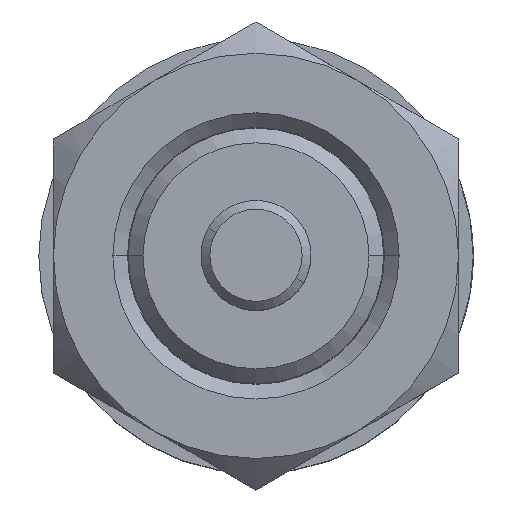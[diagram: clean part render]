
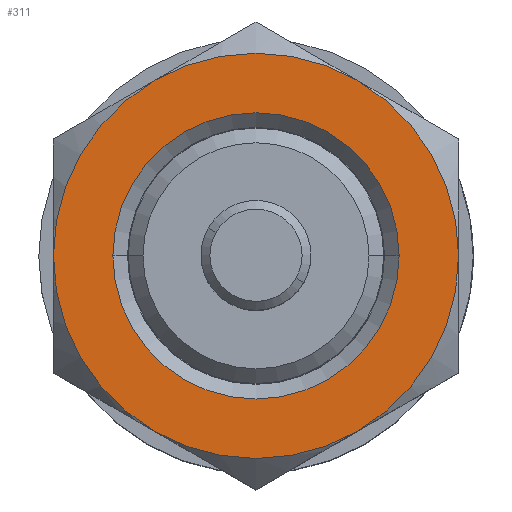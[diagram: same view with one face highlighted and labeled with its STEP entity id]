
A CAD part, top view. The second image highlights one B-rep face of the part: STEP entity #311.
In plain terms, the highlighted planar face has unit normal (0, 0, 1).
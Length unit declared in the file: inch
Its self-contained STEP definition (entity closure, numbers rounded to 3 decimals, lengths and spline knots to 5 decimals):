
#20 = AXIS2_PLACEMENT_3D ( 'NONE', #1931, #535, #2161 ) ;
#75 = VERTEX_POINT ( 'NONE', #103 ) ;
#102 = AXIS2_PLACEMENT_3D ( 'NONE', #1065, #2692, #1301 ) ;
#103 = CARTESIAN_POINT ( 'NONE',  ( 0.345, 0., 0.125 ) ) ;
#128 = CIRCLE ( 'NONE', #2082, 0.24375 ) ;
#136 = ORIENTED_EDGE ( 'NONE', *, *, #2726, .F. ) ;
#232 = EDGE_LOOP ( 'NONE', ( #440, #1874, #136, #2628, #749, #852 ) ) ;
#286 = CARTESIAN_POINT ( 'NONE',  ( 0., 0., 0.125 ) ) ;
#311 = ADVANCED_FACE ( 'NONE', ( #573, #1270 ), #1460, .F. ) ;
#357 = CARTESIAN_POINT ( 'NONE',  ( -0.1725, -0.29878, 0.125 ) ) ;
#360 = CIRCLE ( 'NONE', #102, 0.345 ) ;
#392 = DIRECTION ( 'NONE',  ( 0., 0., -1. ) ) ;
#431 = VERTEX_POINT ( 'NONE', #2917 ) ;
#438 = EDGE_CURVE ( 'NONE', #431, #1544, #360, .T. ) ;
#440 = ORIENTED_EDGE ( 'NONE', *, *, #1696, .F. ) ;
#467 = CIRCLE ( 'NONE', #1321, 0.345 ) ;
#470 = CIRCLE ( 'NONE', #2570, 0.345 ) ;
#509 = DIRECTION ( 'NONE',  ( -1., 0., 0. ) ) ;
#534 = DIRECTION ( 'NONE',  ( 0., 0., -1. ) ) ;
#535 = DIRECTION ( 'NONE',  ( 0., 0., -1. ) ) ;
#573 = FACE_BOUND ( 'NONE', #2057, .T. ) ;
#668 = DIRECTION ( 'NONE',  ( 0., 0., -1. ) ) ;
#708 = AXIS2_PLACEMENT_3D ( 'NONE', #2067, #668, #2301 ) ;
#716 = CIRCLE ( 'NONE', #20, 0.24375 ) ;
#749 = ORIENTED_EDGE ( 'NONE', *, *, #2140, .T. ) ;
#761 = CARTESIAN_POINT ( 'NONE',  ( 0.1725, 0.29878, 0.125 ) ) ;
#826 = CARTESIAN_POINT ( 'NONE',  ( 0., 0., 0.125 ) ) ;
#839 = DIRECTION ( 'NONE',  ( 0., 0., 1. ) ) ;
#852 = ORIENTED_EDGE ( 'NONE', *, *, #438, .F. ) ;
#859 = CARTESIAN_POINT ( 'NONE',  ( 0.1725, -0.29878, 0.125 ) ) ;
#1015 = CARTESIAN_POINT ( 'NONE',  ( 0., 0., 0.125 ) ) ;
#1064 = DIRECTION ( 'NONE',  ( -1., 0., 0. ) ) ;
#1065 = CARTESIAN_POINT ( 'NONE',  ( 0., 0., 0.125 ) ) ;
#1086 = CIRCLE ( 'NONE', #1972, 0.345 ) ;
#1160 = EDGE_CURVE ( 'NONE', #75, #1490, #1375, .T. ) ;
#1246 = ORIENTED_EDGE ( 'NONE', *, *, #2842, .T. ) ;
#1258 = DIRECTION ( 'NONE',  ( -1., 0., 0. ) ) ;
#1260 = EDGE_CURVE ( 'NONE', #2965, #2968, #1086, .T. ) ;
#1270 = FACE_OUTER_BOUND ( 'NONE', #232, .T. ) ;
#1301 = DIRECTION ( 'NONE',  ( -1., 0., 0. ) ) ;
#1321 = AXIS2_PLACEMENT_3D ( 'NONE', #826, #2457, #1064 ) ;
#1375 = CIRCLE ( 'NONE', #708, 0.345 ) ;
#1394 = AXIS2_PLACEMENT_3D ( 'NONE', #1929, #534, #2159 ) ;
#1427 = CIRCLE ( 'NONE', #2700, 0.345 ) ;
#1460 = PLANE ( 'NONE',  #1394 ) ;
#1490 = VERTEX_POINT ( 'NONE', #859 ) ;
#1544 = VERTEX_POINT ( 'NONE', #761 ) ;
#1696 = EDGE_CURVE ( 'NONE', #2968, #431, #1427, .T. ) ;
#1779 = CARTESIAN_POINT ( 'NONE',  ( 0., 0., 0.125 ) ) ;
#1874 = ORIENTED_EDGE ( 'NONE', *, *, #1260, .F. ) ;
#1881 = VERTEX_POINT ( 'NONE', #2846 ) ;
#1905 = DIRECTION ( 'NONE',  ( 0., 0., -1. ) ) ;
#1929 = CARTESIAN_POINT ( 'NONE',  ( 0., 0.39837, 0.125 ) ) ;
#1931 = CARTESIAN_POINT ( 'NONE',  ( 0., 0., 0.125 ) ) ;
#1972 = AXIS2_PLACEMENT_3D ( 'NONE', #1015, #2645, #1258 ) ;
#1979 = CARTESIAN_POINT ( 'NONE',  ( -0.345, 0., 0.125 ) ) ;
#2019 = DIRECTION ( 'NONE',  ( -1., 0., 0. ) ) ;
#2057 = EDGE_LOOP ( 'NONE', ( #2478, #1246 ) ) ;
#2067 = CARTESIAN_POINT ( 'NONE',  ( 0., 0., 0.125 ) ) ;
#2082 = AXIS2_PLACEMENT_3D ( 'NONE', #286, #1905, #509 ) ;
#2140 = EDGE_CURVE ( 'NONE', #75, #1544, #470, .T. ) ;
#2159 = DIRECTION ( 'NONE',  ( -1., 0., 0. ) ) ;
#2161 = DIRECTION ( 'NONE',  ( -1., 0., 0. ) ) ;
#2236 = CARTESIAN_POINT ( 'NONE',  ( 0., 0., 0.125 ) ) ;
#2301 = DIRECTION ( 'NONE',  ( -1., 0., 0. ) ) ;
#2457 = DIRECTION ( 'NONE',  ( 0., 0., -1. ) ) ;
#2473 = DIRECTION ( 'NONE',  ( 1., 0., 0. ) ) ;
#2478 = ORIENTED_EDGE ( 'NONE', *, *, #2915, .T. ) ;
#2570 = AXIS2_PLACEMENT_3D ( 'NONE', #2236, #839, #2473 ) ;
#2628 = ORIENTED_EDGE ( 'NONE', *, *, #1160, .F. ) ;
#2645 = DIRECTION ( 'NONE',  ( 0., 0., -1. ) ) ;
#2692 = DIRECTION ( 'NONE',  ( 0., 0., -1. ) ) ;
#2700 = AXIS2_PLACEMENT_3D ( 'NONE', #1779, #392, #2019 ) ;
#2726 = EDGE_CURVE ( 'NONE', #1490, #2965, #467, .T. ) ;
#2842 = EDGE_CURVE ( 'NONE', #2961, #1881, #128, .T. ) ;
#2846 = CARTESIAN_POINT ( 'NONE',  ( 0.24375, 0., 0.125 ) ) ;
#2907 = CARTESIAN_POINT ( 'NONE',  ( -0.24375, 0., 0.125 ) ) ;
#2915 = EDGE_CURVE ( 'NONE', #1881, #2961, #716, .T. ) ;
#2917 = CARTESIAN_POINT ( 'NONE',  ( -0.1725, 0.29878, 0.125 ) ) ;
#2961 = VERTEX_POINT ( 'NONE', #2907 ) ;
#2965 = VERTEX_POINT ( 'NONE', #357 ) ;
#2968 = VERTEX_POINT ( 'NONE', #1979 ) ;
